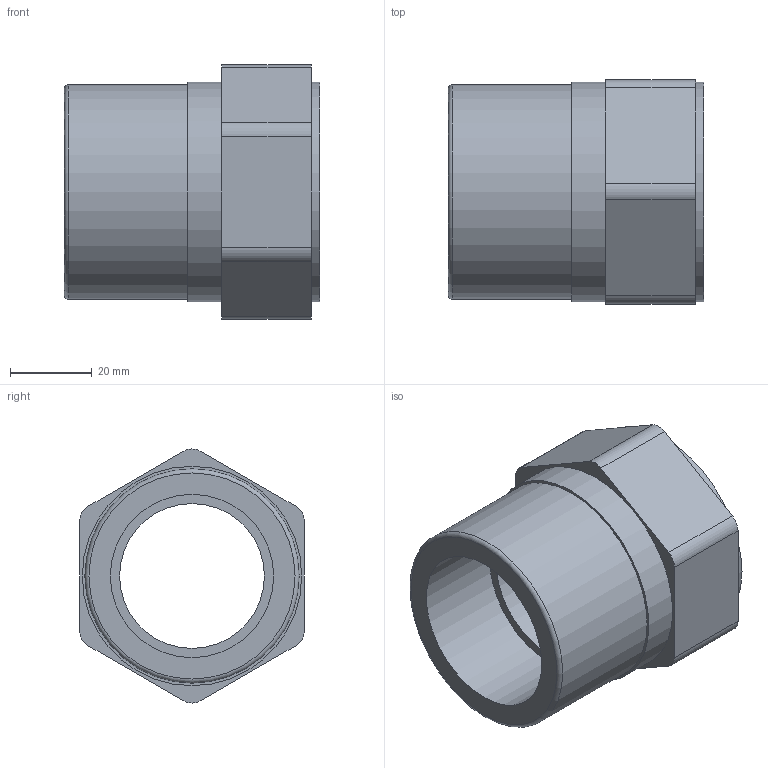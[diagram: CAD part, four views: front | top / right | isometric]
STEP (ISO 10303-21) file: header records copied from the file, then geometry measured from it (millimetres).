
FILE_DESCRIPTION(/* description */ ('PE100 Transition Adaptor to Female Threads for socket welding, Ø40 - 1 1/4", PN10'),/* implementation_level */ '2;1');
FILE_NAME(/* name */ 'MIFE-RC-040-R032',/* time_stamp */ '2023-01-10T10:04:14+01:00',/* author */ ('COAB Solutions'),/* organization */ ('GPA Flowsystem'),/* preprocessor_version */ 'www.coabsolutions.com - creating and organizing all your 3D drawings',/* originating_system */ 'Autodesk Inventor 2021',/* authorisation */ '');
FILE_SCHEMA (('AUTOMOTIVE_DESIGN { 1 0 10303 214 3 1 1 }'));
Length unit declared in the file: millimetre
Products named in the file (1): MIFE-RC-040-R032
Bounding box: 62.5 x 55 x 62.27 mm (x, y, z)
Volume: 68589.3 mm3; surface area: 21823 mm2
Topology: 1 solids, 1 shells, 28 faces, 60 edges, 40 vertices
Faces by surface type: plane 14, cylinder 13, torus 1
Full cylindrical faces by diameter (mm): 35.5 x1, 40 x1, 41.91 x1, 45.91 x1, 52.5 x1, 53.75 x2
Entity records: 828 total; most frequent: DIRECTION 147, CARTESIAN_POINT 129, ORIENTED_EDGE 120, EDGE_CURVE 60, AXIS2_PLACEMENT_3D 58, VERTEX_POINT 40, EDGE_LOOP 36, LINE 31
